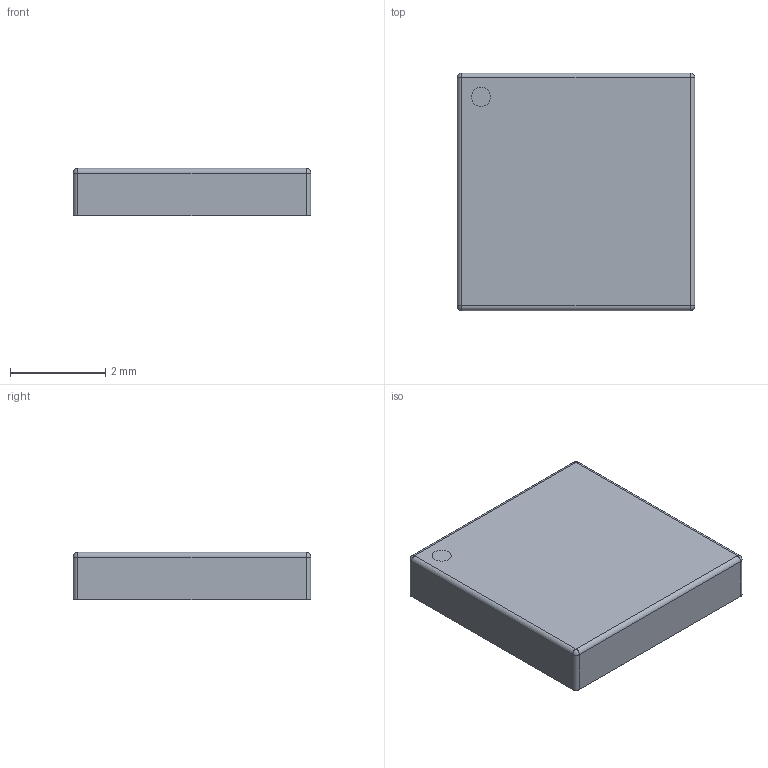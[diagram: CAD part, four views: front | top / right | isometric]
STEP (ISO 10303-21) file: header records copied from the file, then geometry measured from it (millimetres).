
FILE_DESCRIPTION(('for SolidWorks'),'2;1');
FILE_NAME('pqfn-32r_5x5x0.5.step', '2016-07-11T15:47:28',('Serg'),(''),'Open CASCADE STEP processor 6.6', 'DipTrace','Unknown');
FILE_SCHEMA(('AUTOMOTIVE_DESIGN { 1 0 10303 214 1 1 1 1 }'));
Length unit declared in the file: millimetre
Products named in the file (2): ASSEMBLY; pqfn-32r_5x5x0.5
Assembly tree (1 placements, depth 2):
  ASSEMBLY
    pqfn-32r_5x5x0.5
Bounding box: 5 x 5 x 1 mm (x, y, z)
Volume: 24.9 mm3; surface area: 69 mm2
Topology: 1 solids, 1 shells, 185 faces, 439 edges, 286 vertices
Faces by surface type: plane 172, cylinder 9, sphere 4
Full cylindrical faces by diameter (mm): 0.4 x1
Entity records: 6517 total; most frequent: CARTESIAN_POINT 908, ORIENTED_EDGE 870, DIRECTION 827, EDGE_CURVE 435, LINE 417, VECTOR 417, VERTEX_POINT 286, FACE_BOUND 219
